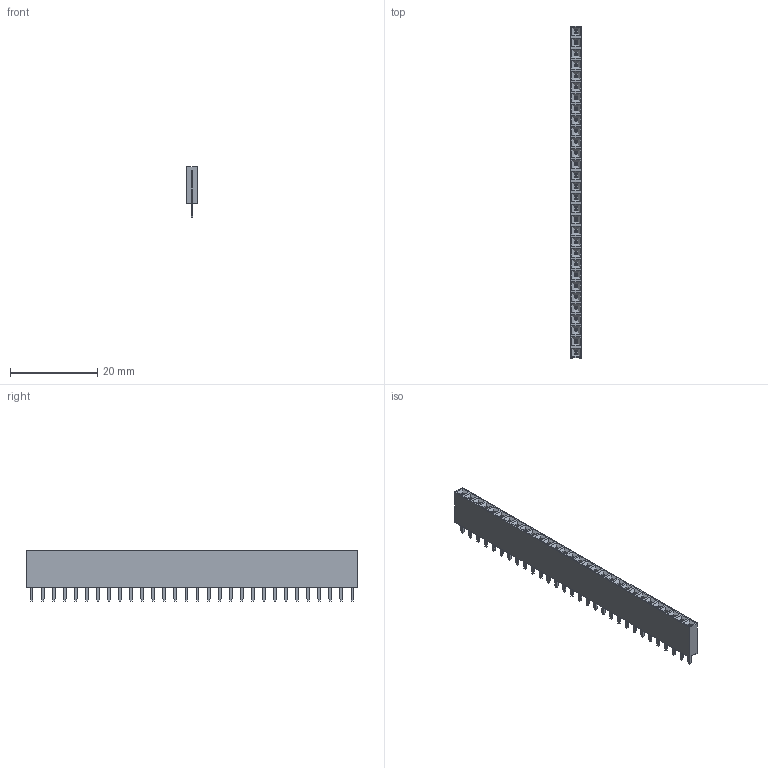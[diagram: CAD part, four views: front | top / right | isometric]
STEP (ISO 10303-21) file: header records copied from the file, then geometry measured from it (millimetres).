
FILE_DESCRIPTION(('FreeCAD Model'),'2;1');
FILE_NAME('Open CASCADE Shape Model','2023-05-12T03:19:10',( 'kicad StepUp'),('ksu MCAD'),'Open CASCADE STEP processor 7.6', 'FreeCAD','Unknown');
FILE_SCHEMA(('AUTOMOTIVE_DESIGN { 1 0 10303 214 1 1 1 1 }'));
Length unit declared in the file: millimetre
Products named in the file (32): Female_Header_1x30_P2.54_H8.5_straight; Pin_One029; Epoxy_Body029; Body477; Body478; Body479; Body480; Body481; Body482; Body483; Body484; Body485; Body474; Body486; Body487; Body488; Body489; Body490; Body491; Body492; Body493; Body494; Body495; Body496; Body497; Body498; Body499; Body500; Body501; Body502; Body503; Body504
Assembly tree (31 placements, depth 2):
  Female_Header_1x30_P2.54_H8.5_straight
    Pin_One029
    Epoxy_Body029
    Body477
    Body478
    Body479
    Body480
    Body481
    Body482
    Body483
    Body484
    Body485
    Body474
    Body486
    Body487
    Body488
    Body489
    Body490
    Body491
    Body492
    Body493
    Body494
    Body495
    Body496
    Body497
    Body498
    Body499
    Body500
    Body501
    Body502
    Body503
    Body504
Bounding box: 2.5 x 76.2 x 11.5 mm (x, y, z)
Volume: 1401.3 mm3; surface area: 4062 mm2
Topology: 31 solids, 31 shells, 1212 faces, 3390 edges, 2240 vertices
Faces by surface type: plane 880, cylinder 212, bspline 120
Entity records: 39339 total; most frequent: CARTESIAN_POINT 7354, ORIENTED_EDGE 6780, DIRECTION 6002, EDGE_CURVE 3390, LINE 2786, VECTOR 2786, VERTEX_POINT 2240, AXIS2_PLACEMENT_3D 1608
